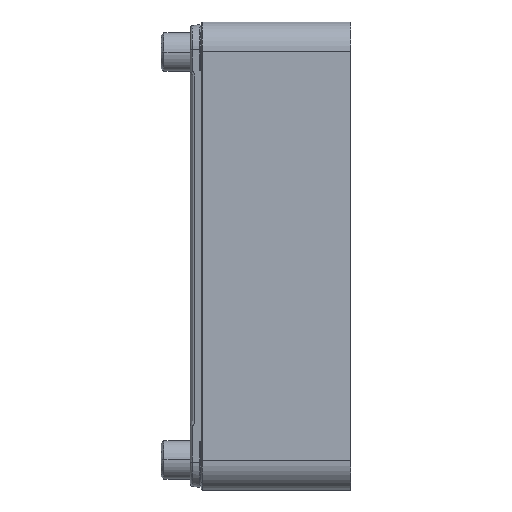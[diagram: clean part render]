
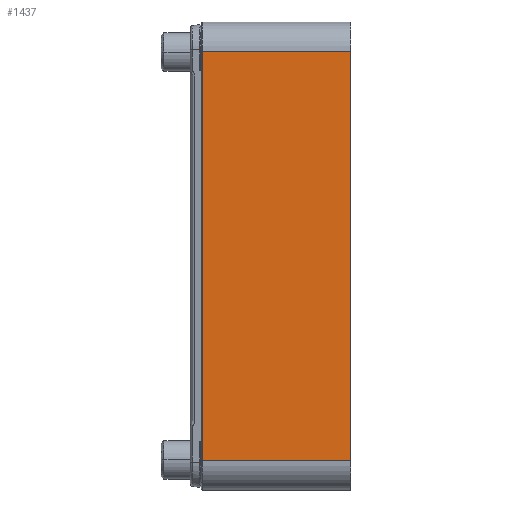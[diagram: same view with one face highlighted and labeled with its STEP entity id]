
A CAD part, left-side view. The second image highlights one B-rep face of the part: STEP entity #1437.
In plain terms, the highlighted planar face has unit normal (-1, 0, 0).
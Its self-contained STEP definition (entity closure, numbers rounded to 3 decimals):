
#360=DIRECTION('',(0.,0.,1.));
#361=VECTOR('',#360,279.);
#362=CARTESIAN_POINT('',(-38.75,0.,-139.5));
#363=LINE('',#362,#361);
#427=DIRECTION('',(0.,1.,0.));
#428=VECTOR('',#427,101.);
#429=CARTESIAN_POINT('',(-38.75,0.,-139.5));
#430=LINE('',#429,#428);
#431=DIRECTION('',(0.,0.,-1.));
#432=VECTOR('',#431,279.);
#433=CARTESIAN_POINT('',(-38.75,101.,139.5));
#434=LINE('',#433,#432);
#445=DIRECTION('',(0.,1.,0.));
#446=VECTOR('',#445,101.);
#447=CARTESIAN_POINT('',(-38.75,0.,139.5));
#448=LINE('',#447,#446);
#730=CARTESIAN_POINT('',(-38.75,0.,-139.5));
#732=VERTEX_POINT('',#730);
#733=CARTESIAN_POINT('',(-38.75,0.,139.5));
#734=VERTEX_POINT('',#733);
#779=CARTESIAN_POINT('',(-38.75,101.,-139.5));
#780=VERTEX_POINT('',#779);
#781=CARTESIAN_POINT('',(-38.75,101.,139.5));
#782=VERTEX_POINT('',#781);
#1424=CARTESIAN_POINT('',(-38.75,0.,-139.5));
#1425=DIRECTION('',(-1.,0.,0.));
#1426=DIRECTION('',(0.,0.,1.));
#1427=AXIS2_PLACEMENT_3D('',#1424,#1425,#1426);
#1428=PLANE('',#1427);
#1429=ORIENTED_EDGE('',*,*,#1362,.T.);
#1431=ORIENTED_EDGE('',*,*,#1430,.F.);
#1433=ORIENTED_EDGE('',*,*,#1432,.F.);
#1434=ORIENTED_EDGE('',*,*,#1390,.F.);
#1435=EDGE_LOOP('',(#1429,#1431,#1433,#1434));
#1436=FACE_OUTER_BOUND('',#1435,.F.);
#1437=ADVANCED_FACE('',(#1436),#1428,.T.);
#1362=EDGE_CURVE('',#732,#780,#430,.T.);
#1390=EDGE_CURVE('',#732,#734,#363,.T.);
#1430=EDGE_CURVE('',#782,#780,#434,.T.);
#1432=EDGE_CURVE('',#734,#782,#448,.T.);
